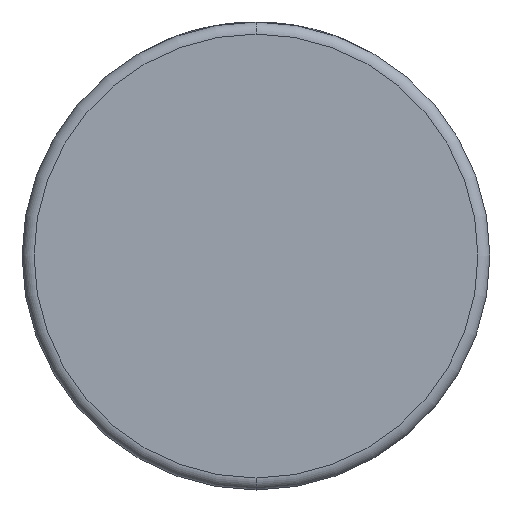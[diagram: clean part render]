
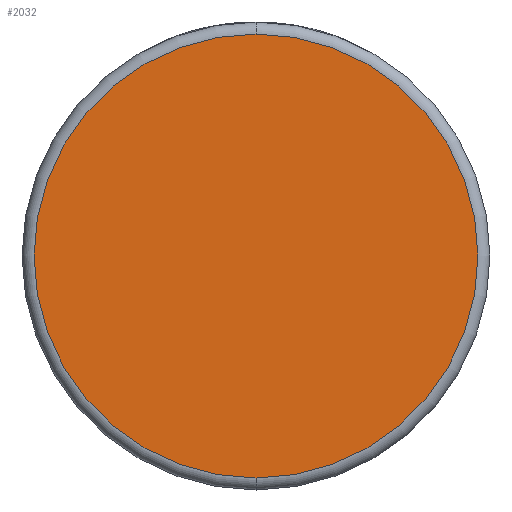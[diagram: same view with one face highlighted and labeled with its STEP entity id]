
A CAD part, front view. The second image highlights one B-rep face of the part: STEP entity #2032.
In plain terms, the highlighted planar face has unit normal (0, -1, 0).
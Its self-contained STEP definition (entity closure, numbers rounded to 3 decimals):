
#591 = FACE_OUTER_BOUND ( 'NONE', #2034, .T. ) ;
#725 = DIRECTION ( 'NONE',  ( 0., 0., 1. ) ) ;
#741 = CARTESIAN_POINT ( 'NONE',  ( 0., 0., -37. ) ) ;
#756 = DIRECTION ( 'NONE',  ( 0., 1., 0. ) ) ;
#847 = CARTESIAN_POINT ( 'NONE',  ( 0., 0., 0. ) ) ;
#1034 = DIRECTION ( 'NONE',  ( 0., 0., 1. ) ) ;
#1156 = DIRECTION ( 'NONE',  ( 0., -1., 0. ) ) ;
#1255 = VERTEX_POINT ( 'NONE', #2881 ) ;
#1276 = ORIENTED_EDGE ( 'NONE', *, *, #3774, .T. ) ;
#1483 = CIRCLE ( 'NONE', #3123, 37. ) ;
#1653 = EDGE_CURVE ( 'NONE', #1255, #2057, #1483, .T. ) ;
#2032 = ADVANCED_FACE ( 'NONE', ( #591 ), #3023, .F. ) ;
#2034 = EDGE_LOOP ( 'NONE', ( #3932, #1276 ) ) ;
#2057 = VERTEX_POINT ( 'NONE', #741 ) ;
#2585 = AXIS2_PLACEMENT_3D ( 'NONE', #847, #1156, #3141 ) ;
#2704 = CARTESIAN_POINT ( 'NONE',  ( 0., 0., 0. ) ) ;
#2881 = CARTESIAN_POINT ( 'NONE',  ( 0., 0., 37. ) ) ;
#2899 = CIRCLE ( 'NONE', #2585, 37. ) ;
#2927 = AXIS2_PLACEMENT_3D ( 'NONE', #2704, #756, #725 ) ;
#3003 = DIRECTION ( 'NONE',  ( 0., -1., 0. ) ) ;
#3023 = PLANE ( 'NONE',  #2927 ) ;
#3123 = AXIS2_PLACEMENT_3D ( 'NONE', #3655, #3003, #1034 ) ;
#3141 = DIRECTION ( 'NONE',  ( 0., 0., 1. ) ) ;
#3655 = CARTESIAN_POINT ( 'NONE',  ( 0., 0., 0. ) ) ;
#3774 = EDGE_CURVE ( 'NONE', #2057, #1255, #2899, .T. ) ;
#3932 = ORIENTED_EDGE ( 'NONE', *, *, #1653, .T. ) ;
